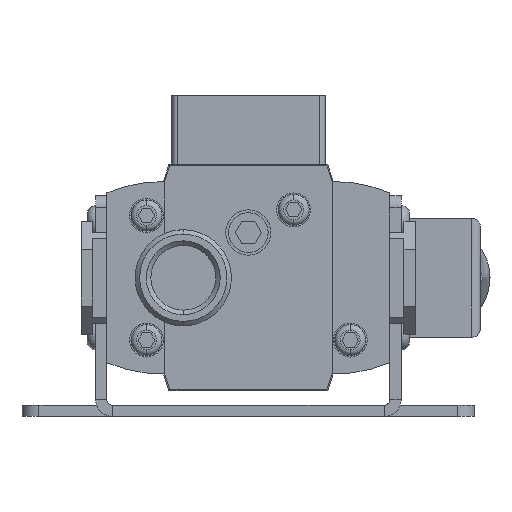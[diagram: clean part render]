
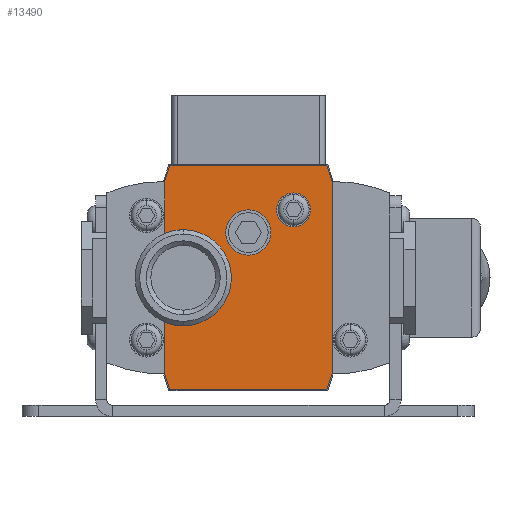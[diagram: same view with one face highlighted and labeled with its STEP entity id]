
A CAD part, front view. The second image highlights one B-rep face of the part: STEP entity #13490.
In plain terms, the highlighted planar face has unit normal (0, -1, 0).
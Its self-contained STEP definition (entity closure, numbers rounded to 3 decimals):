
#106 = DIRECTION ( 'NONE',  ( 0., 0., -1. ) ) ;
#125 = VERTEX_POINT ( 'NONE', #2133 ) ;
#157 = EDGE_CURVE ( 'NONE', #8231, #11162, #4921, .T. ) ;
#589 = EDGE_LOOP ( 'NONE', ( #9445, #1032 ) ) ;
#689 = DIRECTION ( 'NONE',  ( 0., 0., -1. ) ) ;
#694 = ORIENTED_EDGE ( 'NONE', *, *, #13119, .F. ) ;
#721 = CARTESIAN_POINT ( 'NONE',  ( 8., -25.5, 12. ) ) ;
#804 = DIRECTION ( 'NONE',  ( 0., 0., -1. ) ) ;
#853 = AXIS2_PLACEMENT_3D ( 'NONE', #7838, #16988, #9142 ) ;
#1006 = DIRECTION ( 'NONE',  ( -1., 0., 0. ) ) ;
#1032 = ORIENTED_EDGE ( 'NONE', *, *, #7534, .F. ) ;
#1050 = CARTESIAN_POINT ( 'NONE',  ( -14.805, -25.5, -16.968 ) ) ;
#1218 = ORIENTED_EDGE ( 'NONE', *, *, #7771, .T. ) ;
#1267 = ORIENTED_EDGE ( 'NONE', *, *, #157, .T. ) ;
#1307 = CARTESIAN_POINT ( 'NONE',  ( -13.885, -25.5, 19.8 ) ) ;
#1357 = CARTESIAN_POINT ( 'NONE',  ( -13.885, -25.5, -19.8 ) ) ;
#1438 = VECTOR ( 'NONE', #1006, 1000. ) ;
#1474 = CARTESIAN_POINT ( 'NONE',  ( 13.885, -25.5, 19.8 ) ) ;
#1589 = VERTEX_POINT ( 'NONE', #16662 ) ;
#1667 = CARTESIAN_POINT ( 'NONE',  ( 14.805, -25.5, -16.968 ) ) ;
#1897 = CIRCLE ( 'NONE', #853, 4. ) ;
#1912 = DIRECTION ( 'NONE',  ( 0., 0., -1. ) ) ;
#2028 = DIRECTION ( 'NONE',  ( 0., 0., -1. ) ) ;
#2115 = CIRCLE ( 'NONE', #15416, 8.5 ) ;
#2133 = CARTESIAN_POINT ( 'NONE',  ( 13.885, -25.5, -19.8 ) ) ;
#2373 = DIRECTION ( 'NONE',  ( 0.309, 0., -0.951 ) ) ;
#2717 = VERTEX_POINT ( 'NONE', #8992 ) ;
#2754 = DIRECTION ( 'NONE',  ( 1., 0., 0. ) ) ;
#2768 = PLANE ( 'NONE',  #3372 ) ;
#2770 = DIRECTION ( 'NONE',  ( 0., -1., 0. ) ) ;
#2805 = CIRCLE ( 'NONE', #7912, 3. ) ;
#2834 = LINE ( 'NONE', #1357, #15932 ) ;
#3205 = CARTESIAN_POINT ( 'NONE',  ( -14.805, -25.5, 16.968 ) ) ;
#3230 = CARTESIAN_POINT ( 'NONE',  ( -14.805, -25.5, -16.968 ) ) ;
#3327 = EDGE_CURVE ( 'NONE', #3637, #2717, #7421, .T. ) ;
#3353 = FACE_BOUND ( 'NONE', #589, .T. ) ;
#3372 = AXIS2_PLACEMENT_3D ( 'NONE', #11922, #5400, #14543 ) ;
#3459 = DIRECTION ( 'NONE',  ( 0., -1., 0. ) ) ;
#3479 = EDGE_CURVE ( 'NONE', #6398, #10199, #11495, .T. ) ;
#3490 = ORIENTED_EDGE ( 'NONE', *, *, #3479, .T. ) ;
#3509 = CARTESIAN_POINT ( 'NONE',  ( -14.805, -25.5, -7.831 ) ) ;
#3637 = VERTEX_POINT ( 'NONE', #4217 ) ;
#4069 = ORIENTED_EDGE ( 'NONE', *, *, #13127, .F. ) ;
#4217 = CARTESIAN_POINT ( 'NONE',  ( -14.805, -25.5, 16.968 ) ) ;
#4289 = VERTEX_POINT ( 'NONE', #4489 ) ;
#4397 = ORIENTED_EDGE ( 'NONE', *, *, #16165, .F. ) ;
#4489 = CARTESIAN_POINT ( 'NONE',  ( -11.5, -25.5, 8.5 ) ) ;
#4522 = VECTOR ( 'NONE', #2373, 1000. ) ;
#4847 = EDGE_CURVE ( 'NONE', #11162, #3637, #15319, .T. ) ;
#4921 = LINE ( 'NONE', #1474, #1438 ) ;
#5170 = CARTESIAN_POINT ( 'NONE',  ( 14.805, -25.5, -16.968 ) ) ;
#5382 = CARTESIAN_POINT ( 'NONE',  ( 8., -25.5, 15. ) ) ;
#5400 = DIRECTION ( 'NONE',  ( 0., -1., 0. ) ) ;
#5452 = CARTESIAN_POINT ( 'NONE',  ( -11.5, -25.5, -8.5 ) ) ;
#5566 = EDGE_CURVE ( 'NONE', #10199, #125, #2834, .T. ) ;
#5968 = CARTESIAN_POINT ( 'NONE',  ( 0., -25.5, 4. ) ) ;
#6104 = DIRECTION ( 'NONE',  ( 0., 0., -1. ) ) ;
#6105 = CIRCLE ( 'NONE', #8691, 8.5 ) ;
#6398 = VERTEX_POINT ( 'NONE', #3230 ) ;
#6412 = ORIENTED_EDGE ( 'NONE', *, *, #3327, .T. ) ;
#6442 = EDGE_CURVE ( 'NONE', #7565, #4289, #6105, .T. ) ;
#6455 = LINE ( 'NONE', #15239, #9110 ) ;
#6514 = CARTESIAN_POINT ( 'NONE',  ( -13.885, -25.5, -19.8 ) ) ;
#6617 = DIRECTION ( 'NONE',  ( -0.309, 0., -0.951 ) ) ;
#7119 = EDGE_CURVE ( 'NONE', #15830, #8155, #9770, .T. ) ;
#7421 = LINE ( 'NONE', #3205, #14379 ) ;
#7534 = EDGE_CURVE ( 'NONE', #13091, #9996, #10605, .T. ) ;
#7537 = EDGE_CURVE ( 'NONE', #1589, #14028, #2805, .T. ) ;
#7565 = VERTEX_POINT ( 'NONE', #5452 ) ;
#7771 = EDGE_CURVE ( 'NONE', #8155, #8231, #14254, .T. ) ;
#7838 = CARTESIAN_POINT ( 'NONE',  ( 0., -25.5, 8. ) ) ;
#7903 = CIRCLE ( 'NONE', #12393, 3. ) ;
#7912 = AXIS2_PLACEMENT_3D ( 'NONE', #10621, #2770, #11924 ) ;
#7988 = DIRECTION ( 'NONE',  ( 0., -1., 0. ) ) ;
#8155 = VERTEX_POINT ( 'NONE', #12818 ) ;
#8231 = VERTEX_POINT ( 'NONE', #11753 ) ;
#8515 = EDGE_CURVE ( 'NONE', #125, #15830, #9342, .T. ) ;
#8532 = DIRECTION ( 'NONE',  ( 0., -1., 0. ) ) ;
#8656 = DIRECTION ( 'NONE',  ( 0., -1., 0. ) ) ;
#8691 = AXIS2_PLACEMENT_3D ( 'NONE', #16395, #8532, #689 ) ;
#8744 = AXIS2_PLACEMENT_3D ( 'NONE', #15805, #7988, #106 ) ;
#8992 = CARTESIAN_POINT ( 'NONE',  ( -14.805, -25.5, 7.831 ) ) ;
#9110 = VECTOR ( 'NONE', #6104, 1000. ) ;
#9142 = DIRECTION ( 'NONE',  ( 0., 0., -1. ) ) ;
#9310 = EDGE_CURVE ( 'NONE', #9996, #13091, #1897, .T. ) ;
#9342 = LINE ( 'NONE', #14904, #12377 ) ;
#9445 = ORIENTED_EDGE ( 'NONE', *, *, #9310, .F. ) ;
#9494 = EDGE_CURVE ( 'NONE', #10056, #6398, #6455, .T. ) ;
#9614 = ORIENTED_EDGE ( 'NONE', *, *, #6442, .F. ) ;
#9770 = LINE ( 'NONE', #1667, #12833 ) ;
#9851 = DIRECTION ( 'NONE',  ( -0.309, 0., 0.951 ) ) ;
#9926 = DIRECTION ( 'NONE',  ( 0., -1., 0. ) ) ;
#9996 = VERTEX_POINT ( 'NONE', #5968 ) ;
#10056 = VERTEX_POINT ( 'NONE', #3509 ) ;
#10173 = ORIENTED_EDGE ( 'NONE', *, *, #7537, .F. ) ;
#10199 = VERTEX_POINT ( 'NONE', #6514 ) ;
#10348 = FACE_OUTER_BOUND ( 'NONE', #14358, .T. ) ;
#10605 = CIRCLE ( 'NONE', #8744, 4. ) ;
#10621 = CARTESIAN_POINT ( 'NONE',  ( 8., -25.5, 12. ) ) ;
#10723 = ORIENTED_EDGE ( 'NONE', *, *, #8515, .T. ) ;
#11162 = VERTEX_POINT ( 'NONE', #11511 ) ;
#11305 = CARTESIAN_POINT ( 'NONE',  ( -11.5, -25.5, 0. ) ) ;
#11495 = LINE ( 'NONE', #1050, #4522 ) ;
#11511 = CARTESIAN_POINT ( 'NONE',  ( -13.885, -25.5, 19.8 ) ) ;
#11753 = CARTESIAN_POINT ( 'NONE',  ( 13.885, -25.5, 19.8 ) ) ;
#11873 = VECTOR ( 'NONE', #6617, 1000. ) ;
#11922 = CARTESIAN_POINT ( 'NONE',  ( 0., -25.5, 0. ) ) ;
#11924 = DIRECTION ( 'NONE',  ( 0., 0., -1. ) ) ;
#12010 = ORIENTED_EDGE ( 'NONE', *, *, #4847, .T. ) ;
#12096 = DIRECTION ( 'NONE',  ( 0., 0., 1. ) ) ;
#12377 = VECTOR ( 'NONE', #16306, 1000. ) ;
#12393 = AXIS2_PLACEMENT_3D ( 'NONE', #721, #9926, #2028 ) ;
#12609 = DIRECTION ( 'NONE',  ( 0., 0., -1. ) ) ;
#12818 = CARTESIAN_POINT ( 'NONE',  ( 14.805, -25.5, 16.968 ) ) ;
#12833 = VECTOR ( 'NONE', #12096, 1000. ) ;
#13091 = VERTEX_POINT ( 'NONE', #15107 ) ;
#13119 = EDGE_CURVE ( 'NONE', #10056, #7565, #15657, .T. ) ;
#13127 = EDGE_CURVE ( 'NONE', #4289, #2717, #2115, .T. ) ;
#13490 = ADVANCED_FACE ( 'NONE', ( #3353, #16902, #10348 ), #2768, .T. ) ;
#13670 = AXIS2_PLACEMENT_3D ( 'NONE', #16518, #8656, #804 ) ;
#14028 = VERTEX_POINT ( 'NONE', #5382 ) ;
#14208 = ORIENTED_EDGE ( 'NONE', *, *, #9494, .T. ) ;
#14254 = LINE ( 'NONE', #16372, #16944 ) ;
#14358 = EDGE_LOOP ( 'NONE', ( #6412, #4069, #9614, #694, #14208, #3490, #15656, #10723, #16115, #1218, #1267, #12010 ) ) ;
#14379 = VECTOR ( 'NONE', #1912, 1000. ) ;
#14543 = DIRECTION ( 'NONE',  ( 0., 0., -1. ) ) ;
#14904 = CARTESIAN_POINT ( 'NONE',  ( 13.885, -25.5, -19.8 ) ) ;
#14935 = EDGE_LOOP ( 'NONE', ( #10173, #4397 ) ) ;
#15107 = CARTESIAN_POINT ( 'NONE',  ( 0., -25.5, 12. ) ) ;
#15239 = CARTESIAN_POINT ( 'NONE',  ( -14.805, -25.5, 16.968 ) ) ;
#15319 = LINE ( 'NONE', #1307, #11873 ) ;
#15416 = AXIS2_PLACEMENT_3D ( 'NONE', #11305, #3459, #12609 ) ;
#15656 = ORIENTED_EDGE ( 'NONE', *, *, #5566, .T. ) ;
#15657 = CIRCLE ( 'NONE', #13670, 8.5 ) ;
#15805 = CARTESIAN_POINT ( 'NONE',  ( 0., -25.5, 8. ) ) ;
#15830 = VERTEX_POINT ( 'NONE', #5170 ) ;
#15932 = VECTOR ( 'NONE', #2754, 1000. ) ;
#16115 = ORIENTED_EDGE ( 'NONE', *, *, #7119, .T. ) ;
#16165 = EDGE_CURVE ( 'NONE', #14028, #1589, #7903, .T. ) ;
#16306 = DIRECTION ( 'NONE',  ( 0.309, 0., 0.951 ) ) ;
#16372 = CARTESIAN_POINT ( 'NONE',  ( 14.805, -25.5, 16.968 ) ) ;
#16395 = CARTESIAN_POINT ( 'NONE',  ( -11.5, -25.5, 0. ) ) ;
#16518 = CARTESIAN_POINT ( 'NONE',  ( -11.5, -25.5, 0. ) ) ;
#16662 = CARTESIAN_POINT ( 'NONE',  ( 8., -25.5, 9. ) ) ;
#16902 = FACE_BOUND ( 'NONE', #14935, .T. ) ;
#16944 = VECTOR ( 'NONE', #9851, 1000. ) ;
#16988 = DIRECTION ( 'NONE',  ( 0., -1., 0. ) ) ;
